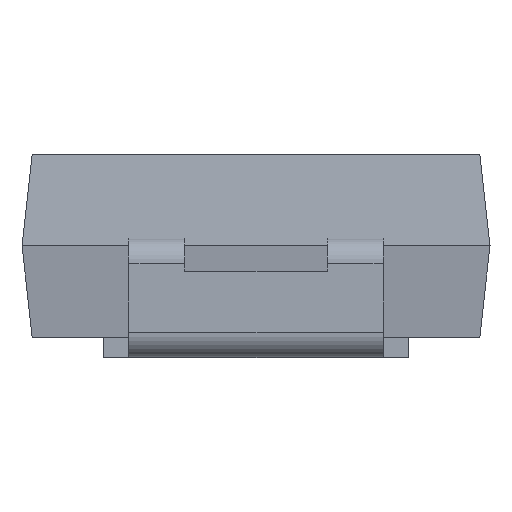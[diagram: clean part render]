
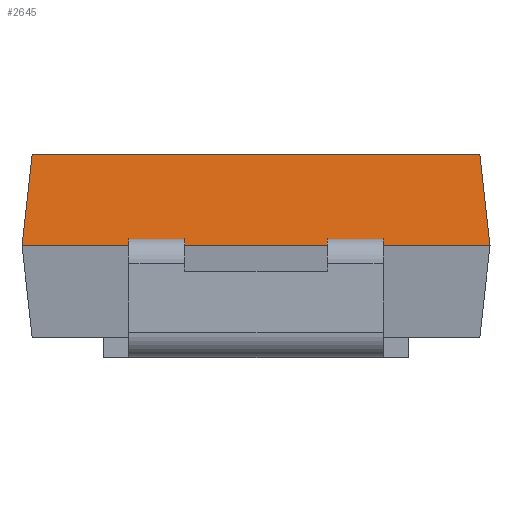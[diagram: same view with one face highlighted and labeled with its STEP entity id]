
A CAD part, left-side view. The second image highlights one B-rep face of the part: STEP entity #2645.
In plain terms, the highlighted planar face has unit normal (-0.994, 0, 0.11).
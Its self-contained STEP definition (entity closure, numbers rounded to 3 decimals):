
#18 = AXIS2_PLACEMENT_3D ( 'NONE', #1599, #1066, #3178 ) ;
#92 = LINE ( 'NONE', #2736, #2245 ) ;
#284 = FACE_OUTER_BOUND ( 'NONE', #824, .T. ) ;
#320 = EDGE_CURVE ( 'NONE', #1870, #3297, #1048, .T. ) ;
#421 = ORIENTED_EDGE ( 'NONE', *, *, #320, .T. ) ;
#583 = VECTOR ( 'NONE', #693, 1000. ) ;
#693 = DIRECTION ( 'NONE',  ( 0., -1., 0. ) ) ;
#785 = DIRECTION ( 'NONE',  ( 0.11, 0.11, 0.988 ) ) ;
#804 = VERTEX_POINT ( 'NONE', #990 ) ;
#824 = EDGE_LOOP ( 'NONE', ( #2828, #421, #1019, #3082 ) ) ;
#942 = DIRECTION ( 'NONE',  ( -0.11, 0.11, -0.988 ) ) ;
#990 = CARTESIAN_POINT ( 'NONE',  ( -3.6, 2.3, 1.1 ) ) ;
#1019 = ORIENTED_EDGE ( 'NONE', *, *, #3172, .F. ) ;
#1048 = LINE ( 'NONE', #2106, #1171 ) ;
#1066 = DIRECTION ( 'NONE',  ( 0.994, 0., -0.11 ) ) ;
#1171 = VECTOR ( 'NONE', #785, 1000. ) ;
#1599 = CARTESIAN_POINT ( 'NONE',  ( -3.6, 2.3, 1.1 ) ) ;
#1754 = CARTESIAN_POINT ( 'NONE',  ( -3.5, 2.3, 2. ) ) ;
#1870 = VERTEX_POINT ( 'NONE', #2816 ) ;
#2023 = LINE ( 'NONE', #3014, #3006 ) ;
#2106 = CARTESIAN_POINT ( 'NONE',  ( -3.545, -2.245, 1.599 ) ) ;
#2245 = VECTOR ( 'NONE', #942, 1000. ) ;
#2440 = EDGE_CURVE ( 'NONE', #804, #1870, #2023, .T. ) ;
#2645 = ADVANCED_FACE ( 'NONE', ( #284 ), #2729, .F. ) ;
#2729 = PLANE ( 'NONE',  #18 ) ;
#2736 = CARTESIAN_POINT ( 'NONE',  ( -3.6, 2.3, 1.1 ) ) ;
#2800 = LINE ( 'NONE', #1754, #583 ) ;
#2816 = CARTESIAN_POINT ( 'NONE',  ( -3.6, -2.3, 1.1 ) ) ;
#2828 = ORIENTED_EDGE ( 'NONE', *, *, #2440, .T. ) ;
#2848 = VERTEX_POINT ( 'NONE', #3024 ) ;
#2901 = CARTESIAN_POINT ( 'NONE',  ( -3.5, -2.2, 2. ) ) ;
#3006 = VECTOR ( 'NONE', #3077, 1000. ) ;
#3014 = CARTESIAN_POINT ( 'NONE',  ( -3.6, 2.3, 1.1 ) ) ;
#3024 = CARTESIAN_POINT ( 'NONE',  ( -3.5, 2.2, 2. ) ) ;
#3077 = DIRECTION ( 'NONE',  ( 0., -1., 0. ) ) ;
#3082 = ORIENTED_EDGE ( 'NONE', *, *, #3374, .T. ) ;
#3172 = EDGE_CURVE ( 'NONE', #2848, #3297, #2800, .T. ) ;
#3178 = DIRECTION ( 'NONE',  ( -0.11, 0., -0.994 ) ) ;
#3297 = VERTEX_POINT ( 'NONE', #2901 ) ;
#3374 = EDGE_CURVE ( 'NONE', #2848, #804, #92, .T. ) ;
